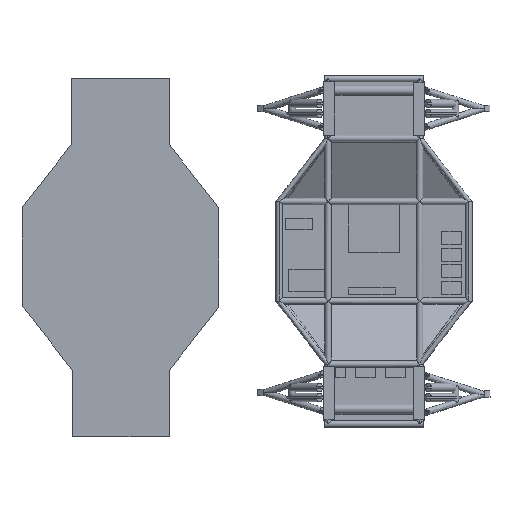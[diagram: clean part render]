
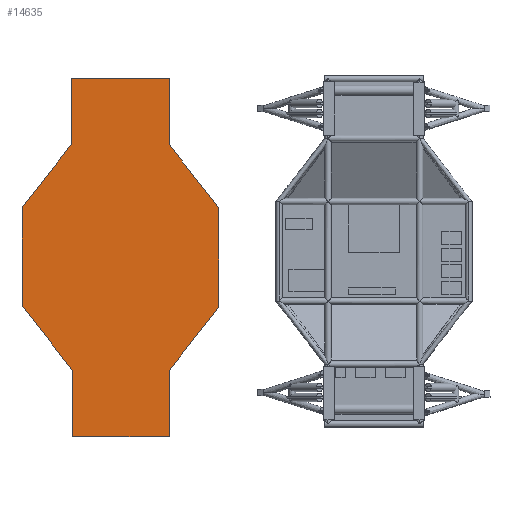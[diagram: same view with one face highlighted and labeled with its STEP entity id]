
A CAD part, top view. The second image highlights one B-rep face of the part: STEP entity #14635.
In plain terms, the highlighted planar face has unit normal (0, 0, 1).
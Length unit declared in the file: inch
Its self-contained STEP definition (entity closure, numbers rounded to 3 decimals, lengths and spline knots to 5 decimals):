
#2563=FACE_OUTER_BOUND('',#3478,.T.);
#3478=EDGE_LOOP('',(#12570,#12571,#12572,#12573,#12574,#12575,#12576,#12577,
#12578,#12579,#12580,#12581));
#4327=LINE('',#30183,#5368);
#4331=LINE('',#30190,#5372);
#4334=LINE('',#30196,#5375);
#4337=LINE('',#30202,#5378);
#4340=LINE('',#30208,#5381);
#4343=LINE('',#30214,#5384);
#4346=LINE('',#30220,#5387);
#4349=LINE('',#30226,#5390);
#4352=LINE('',#30232,#5393);
#4355=LINE('',#30238,#5396);
#4358=LINE('',#30244,#5399);
#4360=LINE('',#30247,#5401);
#5368=VECTOR('',#19612,1.);
#5372=VECTOR('',#19618,1.);
#5375=VECTOR('',#19623,1.);
#5378=VECTOR('',#19628,1.);
#5381=VECTOR('',#19633,1.);
#5384=VECTOR('',#19638,1.);
#5387=VECTOR('',#19643,1.);
#5390=VECTOR('',#19648,1.);
#5393=VECTOR('',#19653,1.);
#5396=VECTOR('',#19658,1.);
#5399=VECTOR('',#19663,1.);
#5401=VECTOR('',#19667,1.);
#6859=VERTEX_POINT('',#30180);
#6860=VERTEX_POINT('',#30182);
#6862=VERTEX_POINT('',#30188);
#6864=VERTEX_POINT('',#30194);
#6866=VERTEX_POINT('',#30200);
#6868=VERTEX_POINT('',#30206);
#6870=VERTEX_POINT('',#30212);
#6872=VERTEX_POINT('',#30218);
#6874=VERTEX_POINT('',#30224);
#6876=VERTEX_POINT('',#30230);
#6878=VERTEX_POINT('',#30236);
#6880=VERTEX_POINT('',#30242);
#8802=EDGE_CURVE('',#6860,#6859,#4327,.T.);
#8806=EDGE_CURVE('',#6859,#6862,#4331,.T.);
#8809=EDGE_CURVE('',#6862,#6864,#4334,.T.);
#8812=EDGE_CURVE('',#6864,#6866,#4337,.T.);
#8815=EDGE_CURVE('',#6866,#6868,#4340,.T.);
#8818=EDGE_CURVE('',#6868,#6870,#4343,.T.);
#8821=EDGE_CURVE('',#6870,#6872,#4346,.T.);
#8824=EDGE_CURVE('',#6872,#6874,#4349,.T.);
#8827=EDGE_CURVE('',#6874,#6876,#4352,.T.);
#8830=EDGE_CURVE('',#6876,#6878,#4355,.T.);
#8833=EDGE_CURVE('',#6878,#6880,#4358,.T.);
#8835=EDGE_CURVE('',#6880,#6860,#4360,.T.);
#12570=ORIENTED_EDGE('',*,*,#8802,.T.);
#12571=ORIENTED_EDGE('',*,*,#8806,.T.);
#12572=ORIENTED_EDGE('',*,*,#8809,.T.);
#12573=ORIENTED_EDGE('',*,*,#8812,.T.);
#12574=ORIENTED_EDGE('',*,*,#8815,.T.);
#12575=ORIENTED_EDGE('',*,*,#8818,.T.);
#12576=ORIENTED_EDGE('',*,*,#8821,.T.);
#12577=ORIENTED_EDGE('',*,*,#8824,.T.);
#12578=ORIENTED_EDGE('',*,*,#8827,.T.);
#12579=ORIENTED_EDGE('',*,*,#8830,.T.);
#12580=ORIENTED_EDGE('',*,*,#8833,.T.);
#12581=ORIENTED_EDGE('',*,*,#8835,.T.);
#13772=PLANE('',#16335);
#14635=ADVANCED_FACE('',(#2563),#13772,.T.);
#16335=AXIS2_PLACEMENT_3D('',#30248,#19668,#19669);
#19612=DIRECTION('',(0.,-1.,0.));
#19618=DIRECTION('',(0.616,-0.788,0.));
#19623=DIRECTION('',(0.,-1.,0.));
#19628=DIRECTION('',(1.,0.,0.));
#19633=DIRECTION('',(0.,1.,0.));
#19638=DIRECTION('',(0.616,0.788,0.));
#19643=DIRECTION('',(0.,1.,0.));
#19648=DIRECTION('',(-0.616,0.788,0.));
#19653=DIRECTION('',(0.,1.,0.));
#19658=DIRECTION('',(-1.,0.,0.));
#19663=DIRECTION('',(0.,-1.,0.));
#19667=DIRECTION('',(-0.616,-0.788,0.));
#19668=DIRECTION('center_axis',(0.,0.,1.));
#19669=DIRECTION('ref_axis',(1.,0.,0.));
#30180=CARTESIAN_POINT('',(0.,-29.50978,0.25));
#30182=CARTESIAN_POINT('',(0.,0.,0.25));
#30183=CARTESIAN_POINT('',(0.,0.,0.25));
#30188=CARTESIAN_POINT('',(15.19151,-48.95402,0.25));
#30190=CARTESIAN_POINT('',(0.,-29.50978,0.25));
#30194=CARTESIAN_POINT('',(15.19151,-68.95402,0.25));
#30196=CARTESIAN_POINT('',(15.19151,-48.95402,0.25));
#30200=CARTESIAN_POINT('',(44.39151,-68.95402,0.25));
#30202=CARTESIAN_POINT('',(15.19151,-68.95402,0.25));
#30206=CARTESIAN_POINT('',(44.39151,-48.95402,0.25));
#30208=CARTESIAN_POINT('',(44.39151,-68.95402,0.25));
#30212=CARTESIAN_POINT('',(59.20001,-30.,0.25));
#30214=CARTESIAN_POINT('',(44.39151,-48.95402,0.25));
#30218=CARTESIAN_POINT('',(59.20001,0.,0.25));
#30220=CARTESIAN_POINT('',(59.20001,-30.,0.25));
#30224=CARTESIAN_POINT('',(44.39151,18.95402,0.25));
#30226=CARTESIAN_POINT('',(59.20001,0.,0.25));
#30230=CARTESIAN_POINT('',(44.39151,38.95402,0.25));
#30232=CARTESIAN_POINT('',(44.39151,18.95402,0.25));
#30236=CARTESIAN_POINT('',(14.80851,38.95402,0.25));
#30238=CARTESIAN_POINT('',(44.39151,38.95402,0.25));
#30242=CARTESIAN_POINT('',(14.80851,18.95402,0.25));
#30244=CARTESIAN_POINT('',(14.80851,38.95402,0.25));
#30247=CARTESIAN_POINT('',(14.80851,18.95402,0.25));
#30248=CARTESIAN_POINT('Origin',(0.,0.,0.25));
